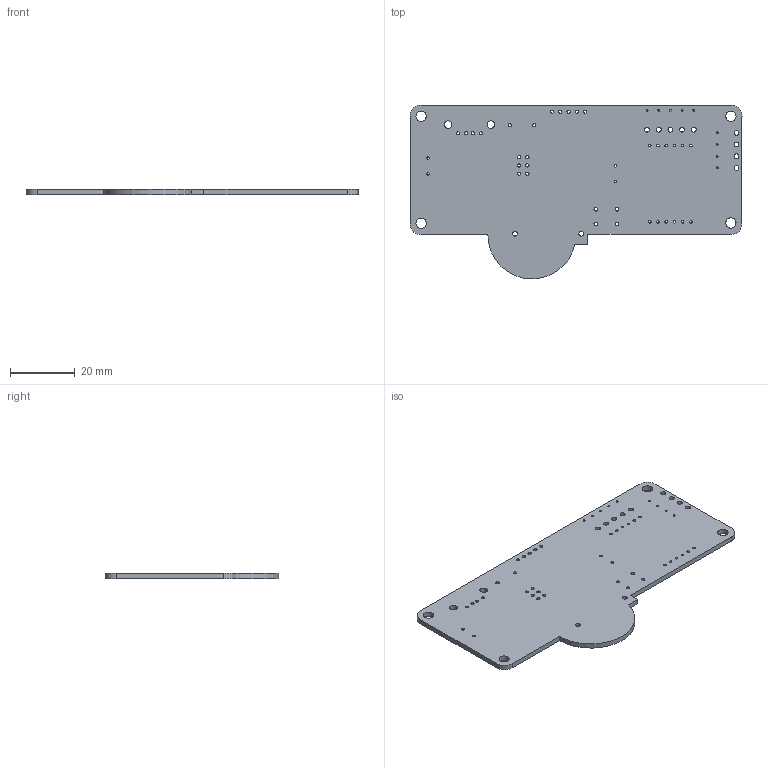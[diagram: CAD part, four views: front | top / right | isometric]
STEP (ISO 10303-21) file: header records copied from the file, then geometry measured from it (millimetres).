
FILE_DESCRIPTION(('KiCad electronic assembly'),'2;1');
FILE_NAME('SPVMD_V2.0.step','2022-02-19T10:48:48',('Pcbnew'),('Kicad'), 'Open CASCADE STEP processor 7.5','KiCad to STEP converter','Unknown' );
FILE_SCHEMA(('AUTOMOTIVE_DESIGN { 1 0 10303 214 1 1 1 1 }'));
Length unit declared in the file: millimetre
Products named in the file (2): SPVMD_V2.0 1; SPVMD_V2.0 PCB
Assembly tree (1 placements, depth 2):
  SPVMD_V2.0 1
    SPVMD_V2.0 PCB
Bounding box: 102.36 x 53.59 x 1.6 mm (x, y, z)
Volume: 6868.8 mm3; surface area: 9425.9 mm2
Topology: 1 solids, 1 shells, 78 faces, 228 edges, 152 vertices
Faces by surface type: cylinder 68, plane 10
Full cylindrical faces by diameter (mm): 0.6 x9, 0.8 x16, 0.95 x4, 1 x13, 1.1 x4, 1.5 x11, 2.3 x2, 3.2 x4
Entity records: 5931 total; most frequent: DIRECTION 980, CARTESIAN_POINT 916, ORIENTED_EDGE 456, PCURVE 456, DEFINITIONAL_REPRESENTATION 456, LINE 412, VECTOR 412, CIRCLE 272
